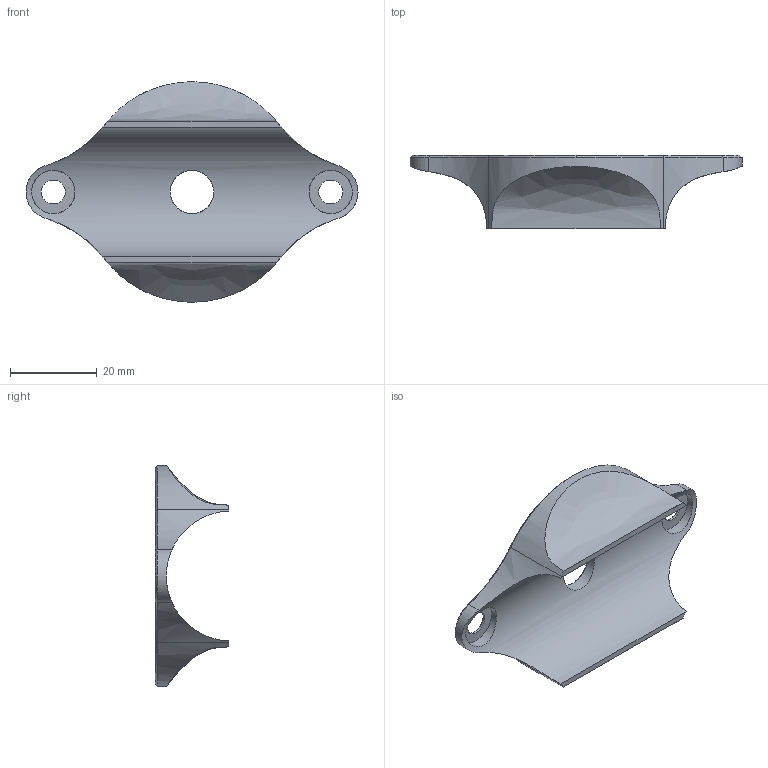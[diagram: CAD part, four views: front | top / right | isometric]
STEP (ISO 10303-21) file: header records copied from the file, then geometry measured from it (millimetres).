
FILE_DESCRIPTION(('FreeCAD Model'),'2;1');
FILE_NAME('Open CASCADE Shape Model','2025-08-27T23:35:32',('Author'),( ''),'Open CASCADE STEP processor 7.8','AstoCAD','Unknown');
FILE_SCHEMA(('AUTOMOTIVE_DESIGN { 1 0 10303 214 1 1 1 1 }'));
Length unit declared in the file: millimetre
Products named in the file (1): kryptonite cosmetic bracket
Bounding box: 76.6 x 17 x 50.84 mm (x, y, z)
Volume: 14392.6 mm3; surface area: 7251 mm2
Topology: 1 solids, 1 shells, 38 faces, 96 edges, 62 vertices
Faces by surface type: cone 11, cylinder 10, plane 7, extrusion 6, bspline 4
Full cylindrical faces by diameter (mm): 5.5 x2, 10 x3
Entity records: 5223 total; most frequent: CARTESIAN_POINT 3433, DIRECTION 277, ORIENTED_EDGE 192, PCURVE 192, DEFINITIONAL_REPRESENTATION 192, VECTOR 147, LINE 141, EDGE_CURVE 96
